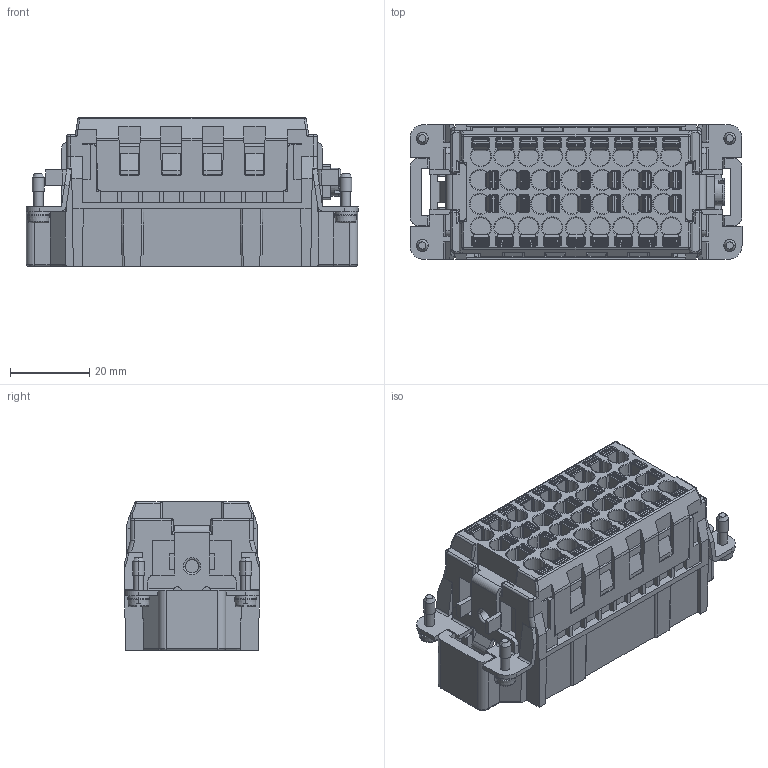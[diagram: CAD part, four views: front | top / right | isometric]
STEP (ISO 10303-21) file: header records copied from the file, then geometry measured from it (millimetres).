
FILE_DESCRIPTION(('Creo Elements/Direct Modeling STEP Export'),'2;1');
FILE_NAME('37jbk2e5pq6qefe2256','2023-03-20T13:41:51',(''),(''),'Creo Elements/Direct Modeling STEP processor for AP214 (Solid Model)','Creo Elements/Direct Modeling 20.1B 02-Apr-2019 (C) Parametric Technology GmbH','');
FILE_SCHEMA(('AUTOMOTIVE_DESIGN { 1 0 10303 214 1 1 1 1 }'));
Products named in the file (2): CQEYM 32
Assembly tree (1 placements, depth 2):
  CQEYM 32
    CQEYM 32
Bounding box: 83.7 x 34 x 37.5 mm (x, y, z)
Volume: 51262 mm3; surface area: 35890.9 mm2
Topology: 1 solids, 1 shells, 3234 faces, 8461 edges, 5193 vertices
Faces by surface type: plane 1490, cylinder 1196, torus 318, sphere 144, cone 82, bspline 4
Entity records: 123411 total; most frequent: CARTESIAN_POINT 18803, ORIENTED_EDGE 16634, DIRECTION 16576, EDGE_CURVE 8317, AXIS2_PLACEMENT_3D 5760, VERTEX_POINT 5193, VECTOR 5056, LINE 5056
